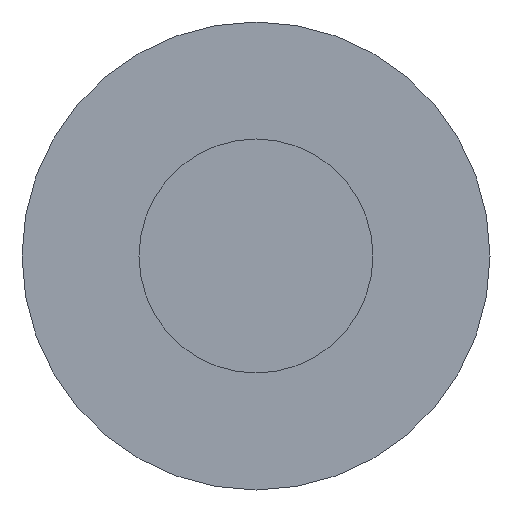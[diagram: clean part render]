
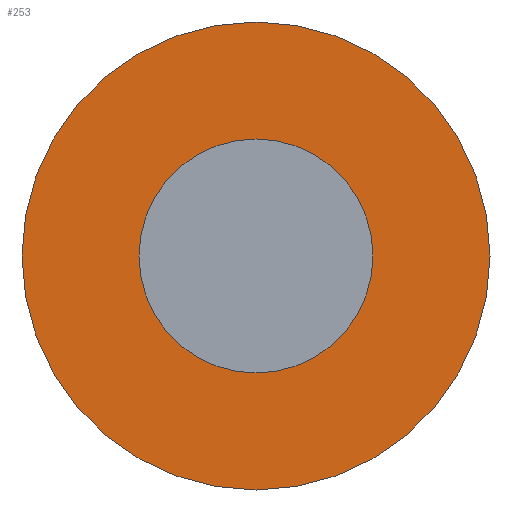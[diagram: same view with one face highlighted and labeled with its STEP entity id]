
A CAD part, front view. The second image highlights one B-rep face of the part: STEP entity #253.
In plain terms, the highlighted planar face has unit normal (0, -1, 0).
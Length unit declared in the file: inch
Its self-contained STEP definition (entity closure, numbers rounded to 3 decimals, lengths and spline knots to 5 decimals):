
#124=CARTESIAN_POINT('',(0.,0.,0.));
#125=DIRECTION('',(0.,1.,0.));
#126=DIRECTION('',(1.,0.,0.));
#127=AXIS2_PLACEMENT_3D('',#124,#125,#126);
#133=CARTESIAN_POINT('',(0.,0.,0.));
#134=DIRECTION('',(0.,1.,0.));
#135=DIRECTION('',(1.,0.,0.));
#136=AXIS2_PLACEMENT_3D('',#133,#134,#135);
#138=CARTESIAN_POINT('',(0.,0.,0.));
#139=DIRECTION('',(0.,1.,0.));
#140=DIRECTION('',(-1.,0.,0.));
#141=AXIS2_PLACEMENT_3D('',#138,#139,#140);
#181=CARTESIAN_POINT('',(0.,0.,0.));
#182=DIRECTION('',(0.,1.,0.));
#183=DIRECTION('',(-1.,0.,0.));
#184=AXIS2_PLACEMENT_3D('',#181,#182,#183);
#194=CARTESIAN_POINT('',(11.,0.,0.));
#195=CARTESIAN_POINT('',(-11.,0.,0.));
#196=VERTEX_POINT('',#194);
#197=VERTEX_POINT('',#195);
#198=CARTESIAN_POINT('',(5.5,0.,0.));
#199=CARTESIAN_POINT('',(-5.5,0.,0.));
#200=VERTEX_POINT('',#198);
#201=VERTEX_POINT('',#199);
#237=CARTESIAN_POINT('',(0.,0.,0.));
#238=DIRECTION('',(0.,1.,0.));
#239=DIRECTION('',(1.,0.,0.));
#240=AXIS2_PLACEMENT_3D('',#237,#238,#239);
#241=PLANE('',#240);
#243=ORIENTED_EDGE('',*,*,#242,.T.);
#245=ORIENTED_EDGE('',*,*,#244,.T.);
#246=EDGE_LOOP('',(#243,#245));
#247=FACE_OUTER_BOUND('',#246,.F.);
#248=ORIENTED_EDGE('',*,*,#227,.F.);
#250=ORIENTED_EDGE('',*,*,#249,.F.);
#251=EDGE_LOOP('',(#248,#250));
#252=FACE_BOUND('',#251,.F.);
#128=CIRCLE('',#127,5.5);
#137=CIRCLE('',#136,11.);
#142=CIRCLE('',#141,11.);
#185=CIRCLE('',#184,5.5);
#227=EDGE_CURVE('',#200,#201,#128,.T.);
#242=EDGE_CURVE('',#196,#197,#137,.T.);
#244=EDGE_CURVE('',#197,#196,#142,.T.);
#249=EDGE_CURVE('',#201,#200,#185,.T.);
#253=ADVANCED_FACE('',(#247,#252),#241,.F.);
